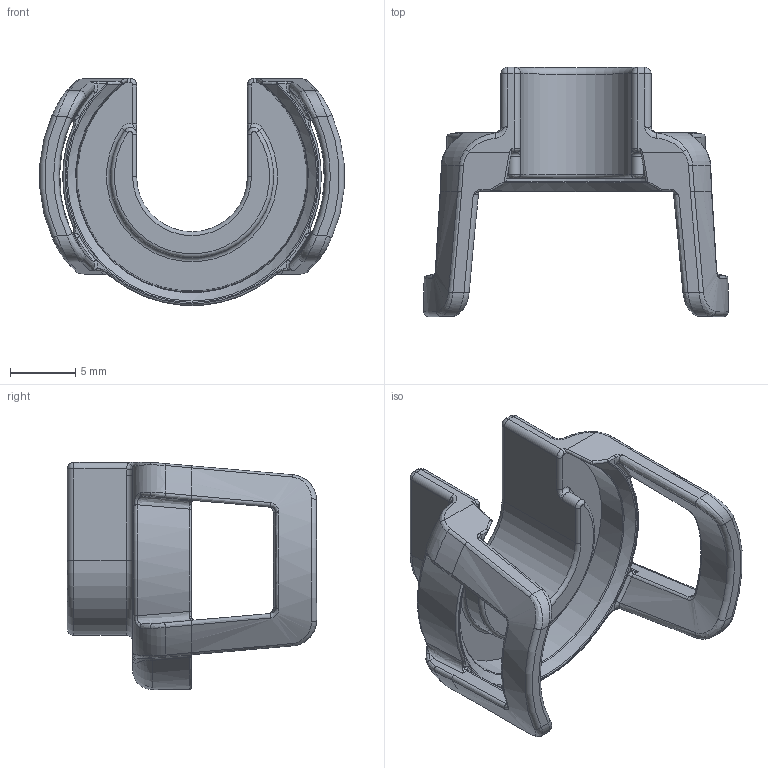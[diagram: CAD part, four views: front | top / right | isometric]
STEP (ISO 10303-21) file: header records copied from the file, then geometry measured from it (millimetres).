
FILE_DESCRIPTION((''),'2;1');
FILE_NAME('SC38-2004A-B003_NCF_ASM','2021-02-16T17:57:27',('jwisneski'),(''),'CREO PARAMETRIC BY PTC INC, 2017110','CREO PARAMETRIC BY PTC INC, 2017110','');
FILE_SCHEMA(('CONFIG_CONTROL_DESIGN'));
Length unit declared in the file: millimetre
Products named in the file (2): PC38-2004A-B003_NCF; SC38-2004A-B003_NCF_ASM
Assembly tree (1 placements, depth 2):
  SC38-2004A-B003_NCF_ASM
    PC38-2004A-B003_NCF
Bounding box: 23.32 x 19.1 x 17.4 mm (x, y, z)
Volume: 1055.7 mm3; surface area: 1649.8 mm2
Topology: 2 solids, 2 shells, 235 faces, 556 edges, 318 vertices
Faces by surface type: bspline 123, cylinder 42, plane 27, torus 27, sphere 8, cone 6, extrusion 2
Entity records: 12098 total; most frequent: CARTESIAN_POINT 7642, ORIENTED_EDGE 1106, DIRECTION 677, EDGE_CURVE 553, VERTEX_POINT 316, AXIS2_PLACEMENT_3D 301, B_SPLINE_CURVE_WITH_KNOTS 293, EDGE_LOOP 233
